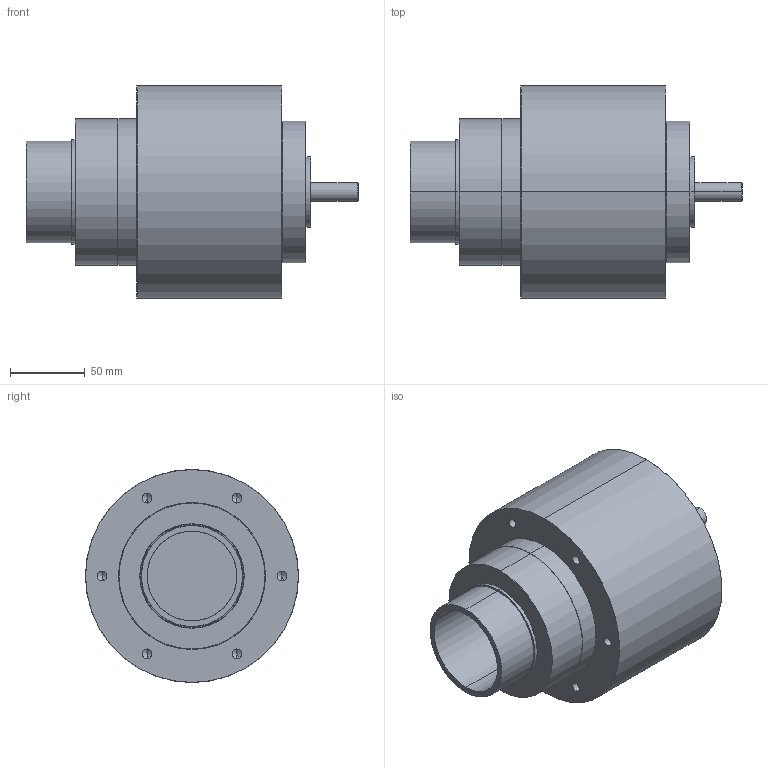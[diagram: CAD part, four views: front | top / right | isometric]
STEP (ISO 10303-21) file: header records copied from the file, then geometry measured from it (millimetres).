
FILE_DESCRIPTION (( 'STEP AP203' ), '1' );
FILE_NAME ('HDD 32.step', '2011-02-25T00:06:08', ( '' ), ( '' ), 'SwSTEP 2.0', 'SolidWorks 2010', '' );
FILE_SCHEMA (( 'CONFIG_CONTROL_DESIGN' ));
Length unit declared in the file: inch
Products named in the file (1): HDD 32
Bounding box: 222.76 x 143 x 143 mm (x, y, z)
Volume: 1912900.9 mm3; surface area: 119274.5 mm2
Topology: 1 solids, 1 shells, 98 faces, 217 edges, 119 vertices
Faces by surface type: cylinder 37, torus 28, cone 21, plane 12
Entity records: 2690 total; most frequent: DIRECTION 525, CARTESIAN_POINT 448, ORIENTED_EDGE 398, AXIS2_PLACEMENT_3D 230, EDGE_CURVE 199, CIRCLE 131, VERTEX_POINT 119, EDGE_LOOP 114
